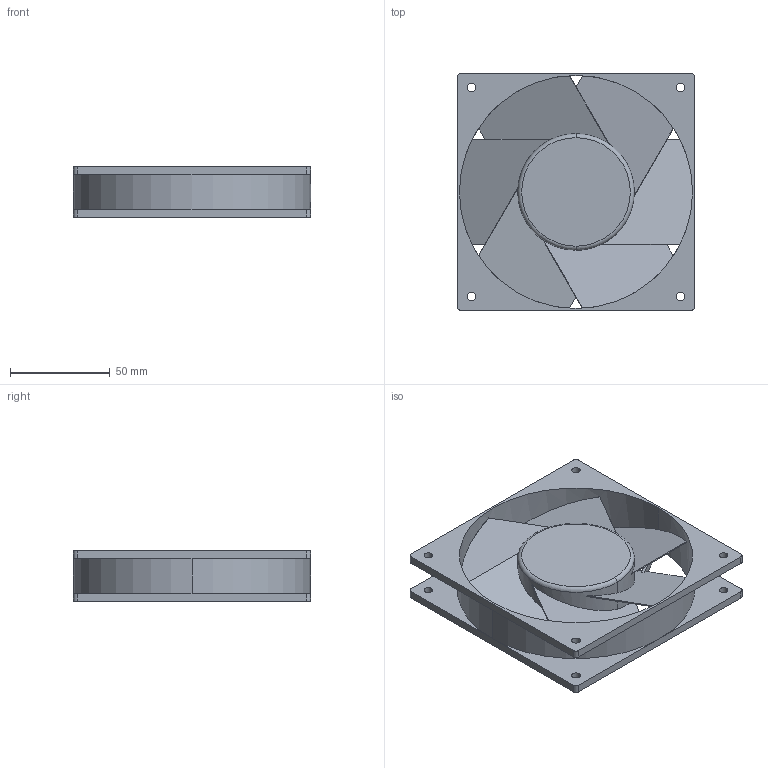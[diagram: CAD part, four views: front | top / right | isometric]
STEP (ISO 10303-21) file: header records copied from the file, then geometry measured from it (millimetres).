
FILE_DESCRIPTION((''),'2;1');
FILE_NAME('4412FGL','2014-04-09T',('ASpencer'),(''),'PRO/ENGINEER BY PARAMETRIC TECHNOLOGY CORPORATION, 2012480','PRO/ENGINEER BY PARAMETRIC TECHNOLOGY CORPORATION, 2012480','');
FILE_SCHEMA(('CONFIG_CONTROL_DESIGN'));
Length unit declared in the file: millimetre
Products named in the file (1): 4412FGL
Bounding box: 119 x 119 x 25.4 mm (x, y, z)
Volume: 107453.3 mm3; surface area: 64988.7 mm2
Topology: 1 solids, 1 shells, 95 faces, 306 edges, 199 vertices
Faces by surface type: plane 63, cylinder 30, torus 2
Entity records: 3653 total; most frequent: CARTESIAN_POINT 890, ORIENTED_EDGE 612, DIRECTION 518, EDGE_CURVE 306, VERTEX_POINT 199, AXIS2_PLACEMENT_3D 174, VECTOR 170, LINE 170
